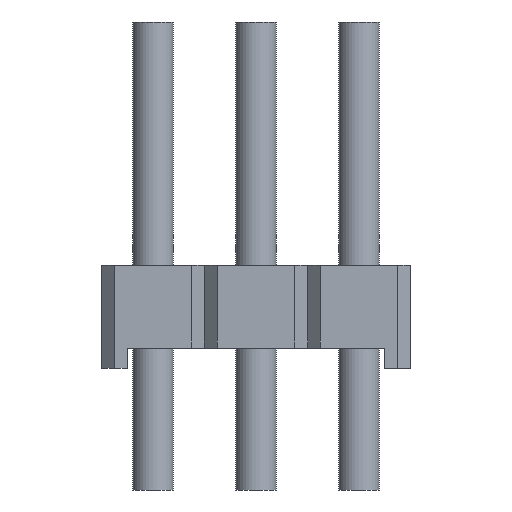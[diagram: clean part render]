
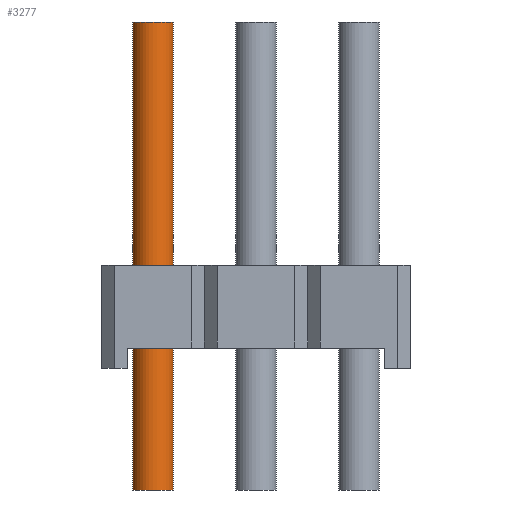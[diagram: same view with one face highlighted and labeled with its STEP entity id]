
A CAD part, left-side view. The second image highlights one B-rep face of the part: STEP entity #3277.
In plain terms, the highlighted cylindrical face has radius 0.5 mm (diameter 1 mm), a full revolution.
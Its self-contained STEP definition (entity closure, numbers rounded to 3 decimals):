
#1824=ORIENTED_EDGE('',*,*,#2288,.F.);
#1825=ORIENTED_EDGE('',*,*,#2289,.T.);
#2288=EDGE_CURVE('',#2598,#2598,#2696,.T.);
#2289=EDGE_CURVE('',#2599,#2599,#2697,.T.);
#2598=VERTEX_POINT('',#5455);
#2599=VERTEX_POINT('',#5457);
#2696=CIRCLE('',#3585,0.5);
#2697=CIRCLE('',#3586,0.5);
#2880=EDGE_LOOP('',(#1824));
#2881=EDGE_LOOP('',(#1825));
#3064=FACE_BOUND('',#2880,.T.);
#3065=FACE_BOUND('',#2881,.T.);
#3118=CYLINDRICAL_SURFACE('',#3584,0.5);
#3277=ADVANCED_FACE('',(#3064,#3065),#3118,.F.);
#3584=AXIS2_PLACEMENT_3D('',#5453,#4493,#4494);
#3585=AXIS2_PLACEMENT_3D('',#5454,#4495,#4496);
#3586=AXIS2_PLACEMENT_3D('',#5456,#4497,#4498);
#4493=DIRECTION('',(0.,0.,1.));
#4494=DIRECTION('',(1.,0.,0.));
#4495=DIRECTION('',(0.,0.,-1.));
#4496=DIRECTION('',(1.,0.,0.));
#4497=DIRECTION('',(0.,0.,-1.));
#4498=DIRECTION('',(1.,0.,0.));
#5453=CARTESIAN_POINT('',(0.,0.,0.));
#5454=CARTESIAN_POINT('',(0.,0.,11.54));
#5455=CARTESIAN_POINT('',(0.5,0.,11.54));
#5456=CARTESIAN_POINT('',(0.,0.,0.));
#5457=CARTESIAN_POINT('',(0.5,0.,0.));
